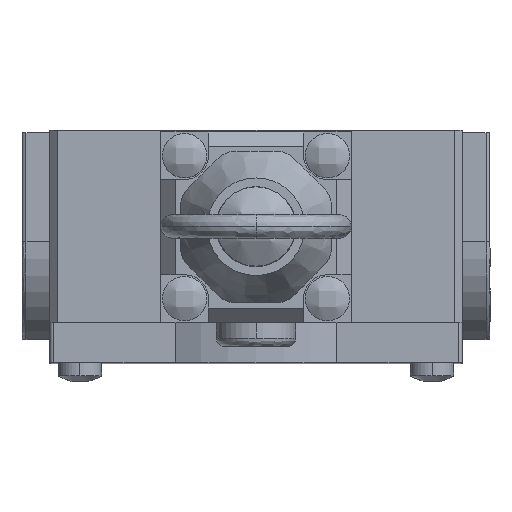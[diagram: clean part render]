
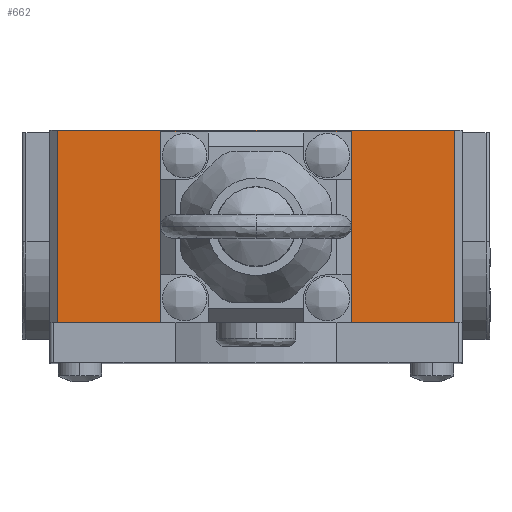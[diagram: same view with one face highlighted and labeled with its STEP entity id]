
A CAD part, top view. The second image highlights one B-rep face of the part: STEP entity #662.
In plain terms, the highlighted planar face has unit normal (0, 0, 1).
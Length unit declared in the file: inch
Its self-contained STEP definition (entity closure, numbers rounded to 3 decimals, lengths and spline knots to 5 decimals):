
#27 = CARTESIAN_POINT ( 'NONE',  ( 0.98425, 0., 0.25591 ) ) ;
#228 = EDGE_CURVE ( 'NONE', #500, #4487, #3325, .T. ) ;
#309 = CARTESIAN_POINT ( 'NONE',  ( -0.98425, -0.95472, 0.25591 ) ) ;
#328 = VERTEX_POINT ( 'NONE', #1468 ) ;
#451 = CARTESIAN_POINT ( 'NONE',  ( -1.02362, -0.00984, 0.25591 ) ) ;
#471 = CARTESIAN_POINT ( 'NONE',  ( -0.47244, -0.00984, 0.25591 ) ) ;
#491 = CARTESIAN_POINT ( 'NONE',  ( 0.47244, -0.95472, 0.25591 ) ) ;
#500 = VERTEX_POINT ( 'NONE', #5512 ) ;
#662 = ADVANCED_FACE ( 'NONE', ( #926 ), #3973, .T. ) ;
#677 = LINE ( 'NONE', #2323, #1799 ) ;
#683 = VECTOR ( 'NONE', #2157, 39.37008 ) ;
#735 = LINE ( 'NONE', #5557, #6971 ) ;
#857 = DIRECTION ( 'NONE',  ( 0., 1., 0. ) ) ;
#860 = VERTEX_POINT ( 'NONE', #471 ) ;
#891 = EDGE_CURVE ( 'NONE', #5072, #6854, #4725, .T. ) ;
#926 = FACE_OUTER_BOUND ( 'NONE', #4471, .T. ) ;
#990 = ORIENTED_EDGE ( 'NONE', *, *, #6401, .T. ) ;
#1044 = ORIENTED_EDGE ( 'NONE', *, *, #228, .F. ) ;
#1259 = ORIENTED_EDGE ( 'NONE', *, *, #891, .F. ) ;
#1468 = CARTESIAN_POINT ( 'NONE',  ( 0.47244, -0.00984, 0.25591 ) ) ;
#1507 = EDGE_CURVE ( 'NONE', #4487, #3162, #735, .T. ) ;
#1510 = LINE ( 'NONE', #451, #683 ) ;
#1745 = LINE ( 'NONE', #4540, #7593 ) ;
#1799 = VECTOR ( 'NONE', #4756, 39.37008 ) ;
#1942 = AXIS2_PLACEMENT_3D ( 'NONE', #3281, #6293, #7521 ) ;
#2087 = ORIENTED_EDGE ( 'NONE', *, *, #1507, .F. ) ;
#2157 = DIRECTION ( 'NONE',  ( 1., 0., 0. ) ) ;
#2323 = CARTESIAN_POINT ( 'NONE',  ( 0.47244, 0., 0.25591 ) ) ;
#2509 = DIRECTION ( 'NONE',  ( 0., -1., 0. ) ) ;
#2680 = EDGE_CURVE ( 'NONE', #6854, #500, #1745, .T. ) ;
#2909 = CARTESIAN_POINT ( 'NONE',  ( 0.47244, -0.95472, 0.25591 ) ) ;
#3162 = VERTEX_POINT ( 'NONE', #5721 ) ;
#3281 = CARTESIAN_POINT ( 'NONE',  ( -1.02362, 0., 0.25591 ) ) ;
#3325 = LINE ( 'NONE', #3965, #3713 ) ;
#3713 = VECTOR ( 'NONE', #6879, 39.37008 ) ;
#3875 = EDGE_CURVE ( 'NONE', #3162, #5311, #5457, .T. ) ;
#3965 = CARTESIAN_POINT ( 'NONE',  ( 0., 0., 0.25591 ) ) ;
#3973 = PLANE ( 'NONE',  #1942 ) ;
#4089 = LINE ( 'NONE', #7065, #4383 ) ;
#4335 = ORIENTED_EDGE ( 'NONE', *, *, #5434, .T. ) ;
#4383 = VECTOR ( 'NONE', #5247, 39.37008 ) ;
#4471 = EDGE_LOOP ( 'NONE', ( #1044, #4940, #1259, #990, #4335, #7696, #5896, #2087 ) ) ;
#4487 = VERTEX_POINT ( 'NONE', #27 ) ;
#4507 = CARTESIAN_POINT ( 'NONE',  ( 0.47244, -0.95472, 0.25591 ) ) ;
#4540 = CARTESIAN_POINT ( 'NONE',  ( -0.98425, 0., 0.25591 ) ) ;
#4725 = LINE ( 'NONE', #2909, #6239 ) ;
#4756 = DIRECTION ( 'NONE',  ( 0., -1., 0. ) ) ;
#4914 = CARTESIAN_POINT ( 'NONE',  ( -0.47244, -0.95472, 0.25591 ) ) ;
#4940 = ORIENTED_EDGE ( 'NONE', *, *, #2680, .F. ) ;
#5072 = VERTEX_POINT ( 'NONE', #4914 ) ;
#5247 = DIRECTION ( 'NONE',  ( 0., 1., 0. ) ) ;
#5311 = VERTEX_POINT ( 'NONE', #4507 ) ;
#5434 = EDGE_CURVE ( 'NONE', #860, #328, #1510, .T. ) ;
#5457 = LINE ( 'NONE', #491, #6115 ) ;
#5512 = CARTESIAN_POINT ( 'NONE',  ( -0.98425, 0., 0.25591 ) ) ;
#5557 = CARTESIAN_POINT ( 'NONE',  ( 0.98425, 0., 0.25591 ) ) ;
#5721 = CARTESIAN_POINT ( 'NONE',  ( 0.98425, -0.95472, 0.25591 ) ) ;
#5896 = ORIENTED_EDGE ( 'NONE', *, *, #3875, .F. ) ;
#5977 = EDGE_CURVE ( 'NONE', #328, #5311, #677, .T. ) ;
#6115 = VECTOR ( 'NONE', #7078, 39.37008 ) ;
#6239 = VECTOR ( 'NONE', #7716, 39.37008 ) ;
#6293 = DIRECTION ( 'NONE',  ( 0., 0., 1. ) ) ;
#6401 = EDGE_CURVE ( 'NONE', #5072, #860, #4089, .T. ) ;
#6854 = VERTEX_POINT ( 'NONE', #309 ) ;
#6879 = DIRECTION ( 'NONE',  ( 1., 0., 0. ) ) ;
#6971 = VECTOR ( 'NONE', #2509, 39.37008 ) ;
#7065 = CARTESIAN_POINT ( 'NONE',  ( -0.47244, 0., 0.25591 ) ) ;
#7078 = DIRECTION ( 'NONE',  ( -1., 0., 0. ) ) ;
#7521 = DIRECTION ( 'NONE',  ( 1., 0., 0. ) ) ;
#7593 = VECTOR ( 'NONE', #857, 39.37008 ) ;
#7696 = ORIENTED_EDGE ( 'NONE', *, *, #5977, .T. ) ;
#7716 = DIRECTION ( 'NONE',  ( -1., 0., 0. ) ) ;
